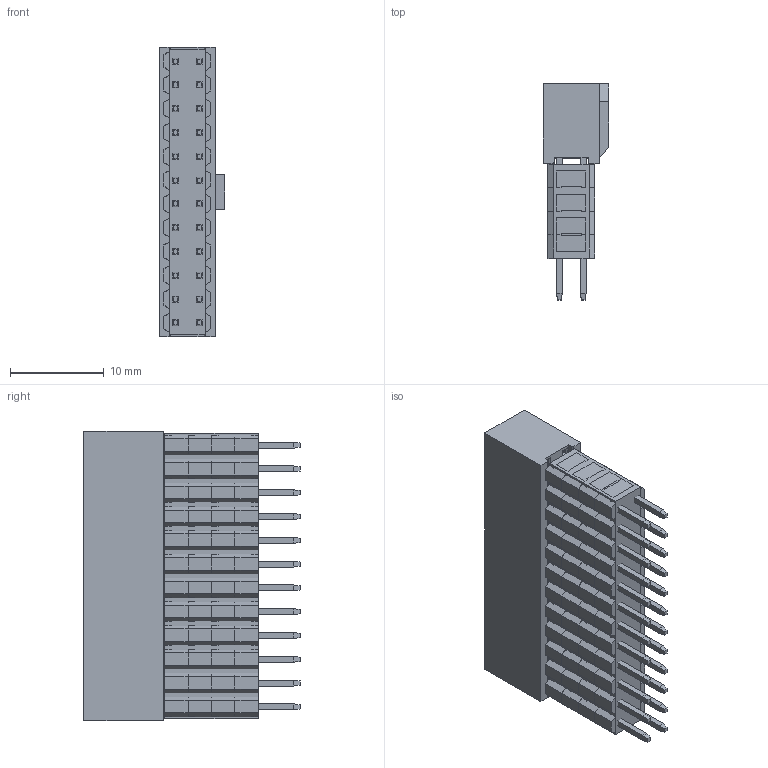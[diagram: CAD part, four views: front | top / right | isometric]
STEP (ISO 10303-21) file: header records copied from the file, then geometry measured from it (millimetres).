
FILE_DESCRIPTION( ('This file contains a STEP AP42 implementation' ,'as created by ZW3D STEP Interface translator.') ,'2;1' );
FILE_NAME( '2185DF4-2XXSXXCYNX1.stp' ,'23 5 5.105728', (''), ('ZWCAD Software Co.'), 'Version 1.0', 'ZW3D to STEP translator', '' );
FILE_SCHEMA(('AUTOMOTIVE_DESIGN { 1 0 10303 214 1 1 1 1 }'));
Length unit declared in the file: millimetre
Products named in the file (5): 0; 2185DF4-220SXXCYNX1; g2185-220cyn03_3; t2185d-2; g1125-220cbn00n01_3
Assembly tree (29 placements, depth 2):
  0
  2185DF4-220SXXCYNX1
    g2185-220cyn03_3
    t2185d-2  x24
    g1125-220cbn00n01_3  x4
Bounding box: 7 x 23.1 x 30.88 mm (x, y, z)
Volume: 3643.4 mm3; surface area: 7008.5 mm2
Topology: 30 solids, 30 shells, 4116 faces, 11364 edges, 7352 vertices
Faces by surface type: plane 3346, cylinder 698, bspline 72
Entity records: 42978 total; most frequent: CARTESIAN_POINT 20315, ORIENTED_EDGE 5770, EDGE_CURVE 2885, B_SPLINE_CURVE_WITH_KNOTS 2857, DIRECTION 2302, VERTEX_POINT 1826, EDGE_LOOP 1185, AXIS2_PLACEMENT_3D 1137
